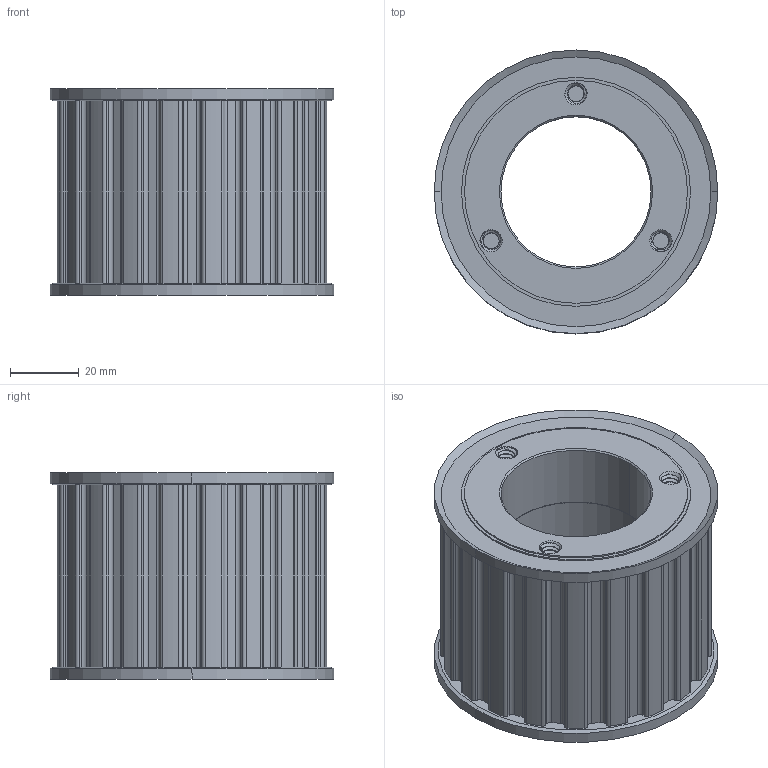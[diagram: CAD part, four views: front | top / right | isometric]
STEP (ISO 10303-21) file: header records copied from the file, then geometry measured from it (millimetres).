
FILE_DESCRIPTION (( 'STEP AP203' ), '1' );
FILE_NAME ('6495K814_Timing Belt Pulley.STEP', '2023-09-27T18:28:53', ( 'Administrator' ), ( 'Managed by Terraform' ), 'SwSTEP 2.0', 'SolidWorks 2017', '' );
FILE_SCHEMA (( 'CONFIG_CONTROL_DESIGN' ));
Length unit declared in the file: inch
Products named in the file (1): 6495K814_Timing Belt Pulley
Bounding box: 82.7 x 82.7 x 60.24 mm (x, y, z)
Volume: 175086.1 mm3; surface area: 38179.2 mm2
Topology: 1 solids, 1 shells, 381 faces, 1096 edges, 727 vertices
Faces by surface type: cylinder 272, plane 72, cone 24, bspline 9, torus 4
Entity records: 24136 total; most frequent: CARTESIAN_POINT 14748, ORIENTED_EDGE 2192, DIRECTION 1806, EDGE_CURVE 1096, VERTEX_POINT 727, AXIS2_PLACEMENT_3D 668, VECTOR 470, LINE 470
